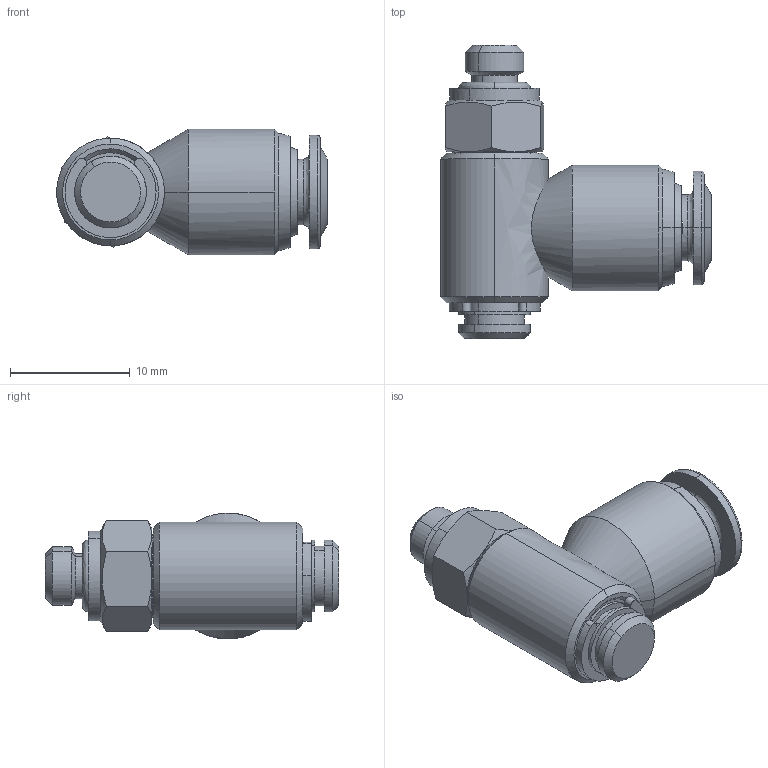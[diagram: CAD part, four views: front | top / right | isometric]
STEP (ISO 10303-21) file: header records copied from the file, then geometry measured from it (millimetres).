
FILE_DESCRIPTION (( 'STEP AP214' ), '1' );
FILE_NAME ('PH04-M5_ME.STEP', '2018-09-06T11:46:21', ( '' ), ( '' ), 'SwSTEP 2.0', 'SolidWorks 2018', '' );
FILE_SCHEMA (( 'AUTOMOTIVE_DESIGN' ));
Length unit declared in the file: millimetre
Products named in the file (1): PH04-M5_ME
Bounding box: 22.6 x 24.5 x 10.5 mm (x, y, z)
Volume: 2163.1 mm3; surface area: 1466.9 mm2
Topology: 1 solids, 1 shells, 138 faces, 325 edges, 202 vertices
Faces by surface type: bspline 138
Entity records: 6012 total; most frequent: CARTESIAN_POINT 4013, ORIENTED_EDGE 650, EDGE_CURVE 325, B_SPLINE_CURVE_WITH_KNOTS 223, VERTEX_POINT 202, EDGE_LOOP 157, FACE_OUTER_BOUND 138, ADVANCED_FACE 138
